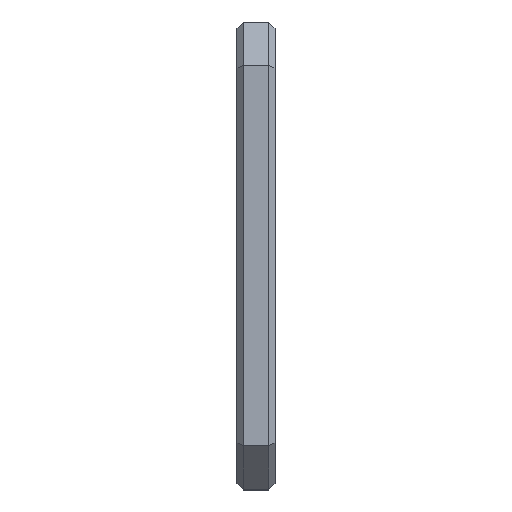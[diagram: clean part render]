
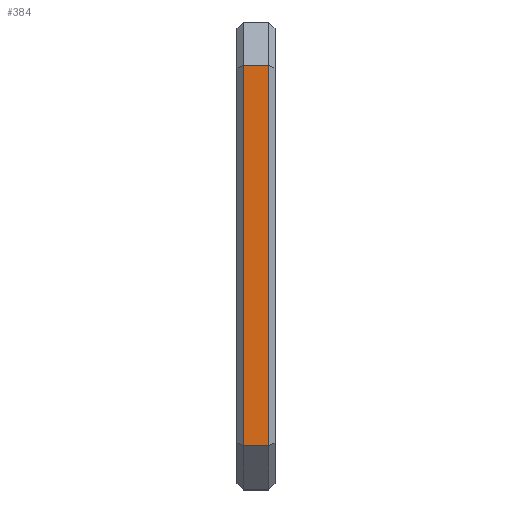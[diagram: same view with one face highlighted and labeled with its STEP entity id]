
A CAD part, top view. The second image highlights one B-rep face of the part: STEP entity #384.
In plain terms, the highlighted planar face has unit normal (0, 0, 1).
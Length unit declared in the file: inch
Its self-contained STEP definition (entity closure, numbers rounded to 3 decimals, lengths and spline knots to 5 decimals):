
#34 = VERTEX_POINT ( 'NONE', #269 ) ;
#39 = VECTOR ( 'NONE', #105, 39.37008 ) ;
#59 = LINE ( 'NONE', #1009, #618 ) ;
#88 = DIRECTION ( 'NONE',  ( 0., -1., 0. ) ) ;
#89 = LINE ( 'NONE', #661, #39 ) ;
#105 = DIRECTION ( 'NONE',  ( 1., 0., 0. ) ) ;
#112 = EDGE_CURVE ( 'NONE', #906, #599, #519, .T. ) ;
#115 = PLANE ( 'NONE',  #507 ) ;
#219 = EDGE_CURVE ( 'NONE', #34, #906, #89, .T. ) ;
#269 = CARTESIAN_POINT ( 'NONE',  ( 0.01, -0.305, 0.375 ) ) ;
#319 = VECTOR ( 'NONE', #369, 39.37008 ) ;
#369 = DIRECTION ( 'NONE',  ( 0., 1., 0. ) ) ;
#378 = CARTESIAN_POINT ( 'NONE',  ( 0.01, 0.305, 0.375 ) ) ;
#384 = ADVANCED_FACE ( 'NONE', ( #909 ), #115, .F. ) ;
#391 = DIRECTION ( 'NONE',  ( 0., 0., -1. ) ) ;
#395 = CARTESIAN_POINT ( 'NONE',  ( 0.061, -0.375, 0.375 ) ) ;
#403 = CARTESIAN_POINT ( 'NONE',  ( 0.051, -0.305, 0.375 ) ) ;
#436 = EDGE_CURVE ( 'NONE', #599, #812, #1158, .T. ) ;
#446 = DIRECTION ( 'NONE',  ( -1., 0., 0. ) ) ;
#507 = AXIS2_PLACEMENT_3D ( 'NONE', #395, #391, #1127 ) ;
#519 = LINE ( 'NONE', #554, #319 ) ;
#545 = EDGE_CURVE ( 'NONE', #812, #34, #59, .T. ) ;
#554 = CARTESIAN_POINT ( 'NONE',  ( 0.051, 0.305, 0.375 ) ) ;
#599 = VERTEX_POINT ( 'NONE', #889 ) ;
#618 = VECTOR ( 'NONE', #88, 39.37008 ) ;
#635 = ORIENTED_EDGE ( 'NONE', *, *, #436, .T. ) ;
#641 = VECTOR ( 'NONE', #446, 39.37008 ) ;
#649 = CARTESIAN_POINT ( 'NONE',  ( 0.061, 0.305, 0.375 ) ) ;
#661 = CARTESIAN_POINT ( 'NONE',  ( 0.061, -0.305, 0.375 ) ) ;
#729 = ORIENTED_EDGE ( 'NONE', *, *, #112, .T. ) ;
#812 = VERTEX_POINT ( 'NONE', #378 ) ;
#870 = EDGE_LOOP ( 'NONE', ( #1040, #729, #635, #1045 ) ) ;
#889 = CARTESIAN_POINT ( 'NONE',  ( 0.051, 0.305, 0.375 ) ) ;
#906 = VERTEX_POINT ( 'NONE', #403 ) ;
#909 = FACE_OUTER_BOUND ( 'NONE', #870, .T. ) ;
#1009 = CARTESIAN_POINT ( 'NONE',  ( 0.01, -0.375, 0.375 ) ) ;
#1040 = ORIENTED_EDGE ( 'NONE', *, *, #219, .T. ) ;
#1045 = ORIENTED_EDGE ( 'NONE', *, *, #545, .T. ) ;
#1127 = DIRECTION ( 'NONE',  ( 0., 1., 0. ) ) ;
#1158 = LINE ( 'NONE', #649, #641 ) ;
